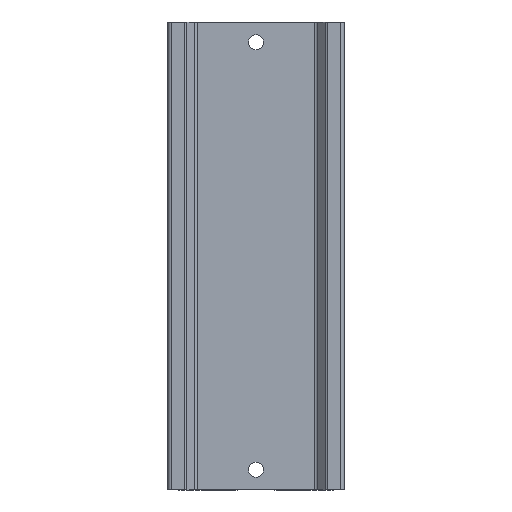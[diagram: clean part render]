
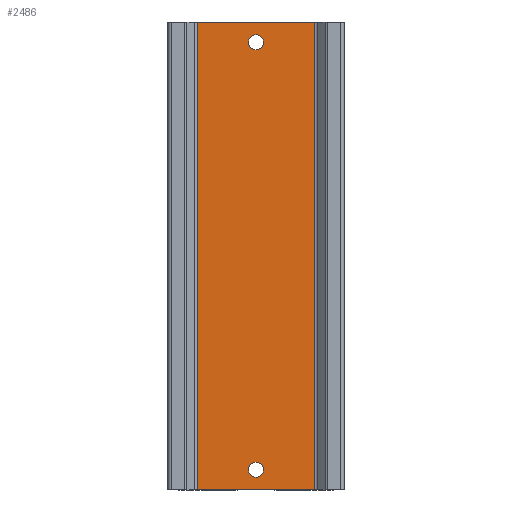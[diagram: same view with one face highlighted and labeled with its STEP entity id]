
A CAD part, front view. The second image highlights one B-rep face of the part: STEP entity #2486.
In plain terms, the highlighted planar face has unit normal (0, -1, 0).
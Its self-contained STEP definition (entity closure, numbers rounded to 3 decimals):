
#179 = CARTESIAN_POINT ( 'NONE',  ( 26., 3., 132. ) ) ;
#258 = CARTESIAN_POINT ( 'NONE',  ( 8.624, 3., 138. ) ) ;
#285 = CARTESIAN_POINT ( 'NONE',  ( 26., 3., 6. ) ) ;
#335 = FACE_BOUND ( 'NONE', #1988, .T. ) ;
#647 = DIRECTION ( 'NONE',  ( 0., 0., 1. ) ) ;
#655 = CARTESIAN_POINT ( 'NONE',  ( 43.376, 3., 138. ) ) ;
#663 = LINE ( 'NONE', #655, #1618 ) ;
#748 = DIRECTION ( 'NONE',  ( 0., 0., 1. ) ) ;
#752 = ORIENTED_EDGE ( 'NONE', *, *, #2711, .T. ) ;
#811 = EDGE_CURVE ( 'NONE', #2277, #4727, #663, .T. ) ;
#1093 = CIRCLE ( 'NONE', #3862, 2.25 ) ;
#1107 = DIRECTION ( 'NONE',  ( 1., 0., 0. ) ) ;
#1134 = DIRECTION ( 'NONE',  ( 0., 0., 1. ) ) ;
#1473 = DIRECTION ( 'NONE',  ( 0., 1., 0. ) ) ;
#1494 = ORIENTED_EDGE ( 'NONE', *, *, #1786, .T. ) ;
#1498 = VERTEX_POINT ( 'NONE', #4804 ) ;
#1573 = FACE_BOUND ( 'NONE', #5288, .T. ) ;
#1582 = VECTOR ( 'NONE', #4955, 1000. ) ;
#1585 = LINE ( 'NONE', #4825, #5163 ) ;
#1618 = VECTOR ( 'NONE', #1134, 1000. ) ;
#1659 = DIRECTION ( 'NONE',  ( 0., 1., 0. ) ) ;
#1710 = CARTESIAN_POINT ( 'NONE',  ( 8.2, 3., 0. ) ) ;
#1785 = ORIENTED_EDGE ( 'NONE', *, *, #3884, .T. ) ;
#1786 = EDGE_CURVE ( 'NONE', #3793, #2306, #1093, .T. ) ;
#1887 = ORIENTED_EDGE ( 'NONE', *, *, #811, .T. ) ;
#1988 = EDGE_LOOP ( 'NONE', ( #4530, #3249 ) ) ;
#2002 = CIRCLE ( 'NONE', #5182, 2.25 ) ;
#2032 = CARTESIAN_POINT ( 'NONE',  ( 26., 3., 8.25 ) ) ;
#2100 = CARTESIAN_POINT ( 'NONE',  ( 8.2, 3., 138. ) ) ;
#2122 = CARTESIAN_POINT ( 'NONE',  ( 8.624, 3., 0. ) ) ;
#2168 = CARTESIAN_POINT ( 'NONE',  ( 26., 3., 132. ) ) ;
#2277 = VERTEX_POINT ( 'NONE', #2454 ) ;
#2306 = VERTEX_POINT ( 'NONE', #2032 ) ;
#2454 = CARTESIAN_POINT ( 'NONE',  ( 43.376, 3., 0. ) ) ;
#2486 = ADVANCED_FACE ( 'NONE', ( #335, #1573, #5294 ), #4433, .F. ) ;
#2585 = DIRECTION ( 'NONE',  ( 0., 0., -1. ) ) ;
#2627 = DIRECTION ( 'NONE',  ( 0., 0., 1. ) ) ;
#2711 = EDGE_CURVE ( 'NONE', #2306, #3793, #2002, .T. ) ;
#2957 = LINE ( 'NONE', #1710, #1582 ) ;
#3063 = AXIS2_PLACEMENT_3D ( 'NONE', #2168, #5438, #2627 ) ;
#3145 = EDGE_CURVE ( 'NONE', #3274, #1498, #4178, .T. ) ;
#3206 = VECTOR ( 'NONE', #2585, 1000. ) ;
#3249 = ORIENTED_EDGE ( 'NONE', *, *, #4978, .T. ) ;
#3274 = VERTEX_POINT ( 'NONE', #3700 ) ;
#3437 = DIRECTION ( 'NONE',  ( 0., 1., 0. ) ) ;
#3519 = AXIS2_PLACEMENT_3D ( 'NONE', #2100, #1659, #4901 ) ;
#3541 = EDGE_CURVE ( 'NONE', #3813, #4727, #1585, .T. ) ;
#3549 = DIRECTION ( 'NONE',  ( 0., 1., 0. ) ) ;
#3576 = CARTESIAN_POINT ( 'NONE',  ( 8.624, 3., 0. ) ) ;
#3700 = CARTESIAN_POINT ( 'NONE',  ( 26., 3., 134.25 ) ) ;
#3793 = VERTEX_POINT ( 'NONE', #4404 ) ;
#3813 = VERTEX_POINT ( 'NONE', #258 ) ;
#3862 = AXIS2_PLACEMENT_3D ( 'NONE', #285, #3549, #748 ) ;
#3884 = EDGE_CURVE ( 'NONE', #4539, #2277, #2957, .T. ) ;
#4178 = CIRCLE ( 'NONE', #3063, 2.25 ) ;
#4239 = CARTESIAN_POINT ( 'NONE',  ( 26., 3., 6. ) ) ;
#4381 = EDGE_LOOP ( 'NONE', ( #4684, #5139, #1785, #1887 ) ) ;
#4404 = CARTESIAN_POINT ( 'NONE',  ( 26., 3., 3.75 ) ) ;
#4433 = PLANE ( 'NONE',  #3519 ) ;
#4482 = CIRCLE ( 'NONE', #5837, 2.25 ) ;
#4530 = ORIENTED_EDGE ( 'NONE', *, *, #3145, .T. ) ;
#4539 = VERTEX_POINT ( 'NONE', #3576 ) ;
#4601 = LINE ( 'NONE', #2122, #3206 ) ;
#4684 = ORIENTED_EDGE ( 'NONE', *, *, #3541, .F. ) ;
#4725 = DIRECTION ( 'NONE',  ( 0., 0., 1. ) ) ;
#4727 = VERTEX_POINT ( 'NONE', #5583 ) ;
#4804 = CARTESIAN_POINT ( 'NONE',  ( 26., 3., 129.75 ) ) ;
#4825 = CARTESIAN_POINT ( 'NONE',  ( 8.2, 3., 138. ) ) ;
#4901 = DIRECTION ( 'NONE',  ( 0., 0., 1. ) ) ;
#4955 = DIRECTION ( 'NONE',  ( 1., 0., 0. ) ) ;
#4978 = EDGE_CURVE ( 'NONE', #1498, #3274, #4482, .T. ) ;
#5139 = ORIENTED_EDGE ( 'NONE', *, *, #5422, .T. ) ;
#5163 = VECTOR ( 'NONE', #1107, 1000. ) ;
#5182 = AXIS2_PLACEMENT_3D ( 'NONE', #4239, #1473, #4725 ) ;
#5288 = EDGE_LOOP ( 'NONE', ( #752, #1494 ) ) ;
#5294 = FACE_OUTER_BOUND ( 'NONE', #4381, .T. ) ;
#5422 = EDGE_CURVE ( 'NONE', #3813, #4539, #4601, .T. ) ;
#5438 = DIRECTION ( 'NONE',  ( 0., 1., 0. ) ) ;
#5583 = CARTESIAN_POINT ( 'NONE',  ( 43.376, 3., 138. ) ) ;
#5837 = AXIS2_PLACEMENT_3D ( 'NONE', #179, #3437, #647 ) ;
